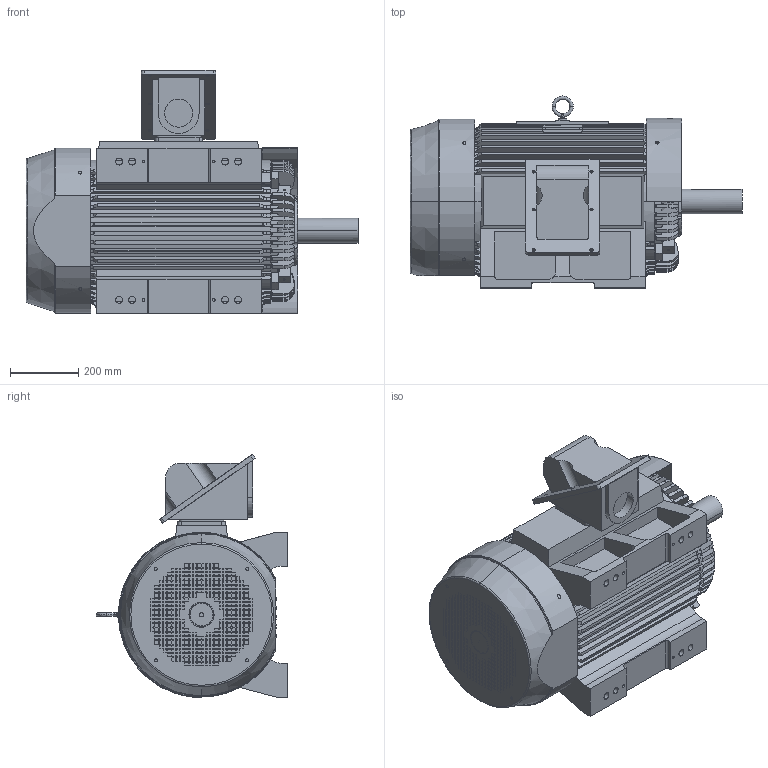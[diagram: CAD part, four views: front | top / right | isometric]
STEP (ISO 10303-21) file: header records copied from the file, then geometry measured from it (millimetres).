
FILE_DESCRIPTION (( 'STEP AP214' ), '1' );
FILE_NAME ('MDSLV001-08 nc broke ext1bc2 fxt rep cmb.STEP', '2023-04-12T00:42:23', ( '' ), ( '' ), 'SwSTEP 2.0', 'SolidWorks 2021', '' );
FILE_SCHEMA (( 'AUTOMOTIVE_DESIGN' ));
Length unit declared in the file: inch
Products named in the file (1): MDSLV001-08 nc broke ext1bc2 fxt rep cmb
Bounding box: 975.36 x 563.88 x 715.77 mm (x, y, z)
Volume: 133453055.5 mm3; surface area: 4010144.2 mm2
Topology: 6 solids, 7 shells, 1912 faces, 7511 edges, 6076 vertices
Faces by surface type: plane 979, cylinder 517, cone 214, bspline 202
Entity records: 98622 total; most frequent: CARTESIAN_POINT 40492, ORIENTED_EDGE 15022, DIRECTION 8300, EDGE_CURVE 7511, VERTEX_POINT 6076, B_SPLINE_CURVE_WITH_KNOTS 4062, AXIS2_PLACEMENT_3D 3183, EDGE_LOOP 2445
